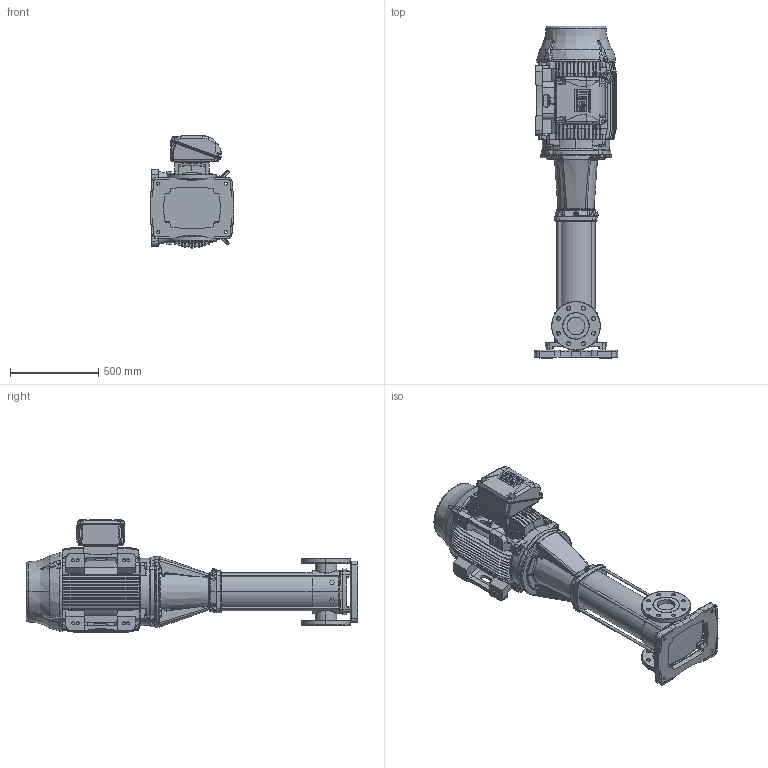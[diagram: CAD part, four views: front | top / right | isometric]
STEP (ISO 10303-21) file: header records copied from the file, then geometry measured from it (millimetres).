
FILE_DESCRIPTION (( 'STEP AP203' ), '1' );
FILE_NAME ('3350160 - MVI-600-3_1-60 HP-364TSC-304-E-575~3.step', '2022-03-31T15:56:52', ( '' ), ( '' ), 'SwSTEP 2.0', 'SolidWorks 2021', '' );
FILE_SCHEMA (( 'CONFIG_CONTROL_DESIGN' ));
Length unit declared in the file: inch
Products named in the file (5): SBI(N)120-3-1; 3350160 - MVI-600-3_1-60 HP-364TSC-304-E-575~3; TEFC MOTOR_3310246 - NEMA 60HP VH2 3~575V 364_5TSC TEFC; MVI PEO - [304-EPDM]_3304160 - MVI-600-3_1-60 HP-364TSC-304-E-S; 3310246 - NEMA 60HP VH2 3~575V 364_5TSC TEFC
Assembly tree (4 placements, depth 3):
  3350160 - MVI-600-3_1-60 HP-364TSC-304-E-575~3
    MVI PEO - [304-EPDM]_3304160 - MVI-600-3_1-60 HP-364TSC-304-E-S
      SBI(N)120-3-1
    TEFC MOTOR_3310246 - NEMA 60HP VH2 3~575V 364_5TSC TEFC
      3310246 - NEMA 60HP VH2 3~575V 364_5TSC TEFC
Bounding box: 471.31 x 1876.66 x 634.31 mm (x, y, z)
Volume: 162672858.7 mm3; surface area: 5771815.5 mm2
Topology: 16 solids, 43 shells, 3751 faces, 9895 edges, 6296 vertices
Faces by surface type: plane 1518, bspline 775, cone 751, cylinder 707
Entity records: 188591 total; most frequent: CARTESIAN_POINT 102718, ORIENTED_EDGE 19626, DIRECTION 15246, EDGE_CURVE 9813, VERTEX_POINT 6296, AXIS2_PLACEMENT_3D 5579, VECTOR 4088, LINE 4088
